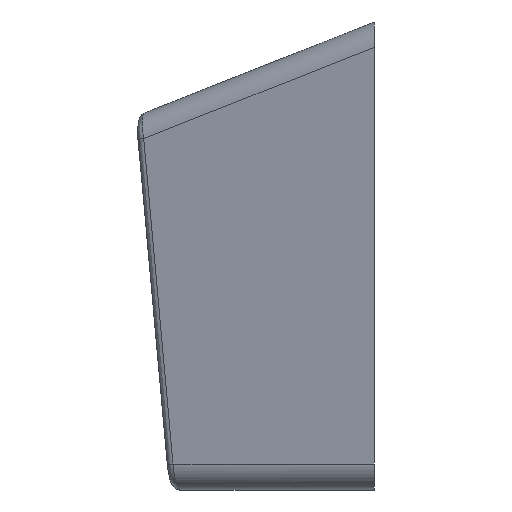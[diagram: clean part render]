
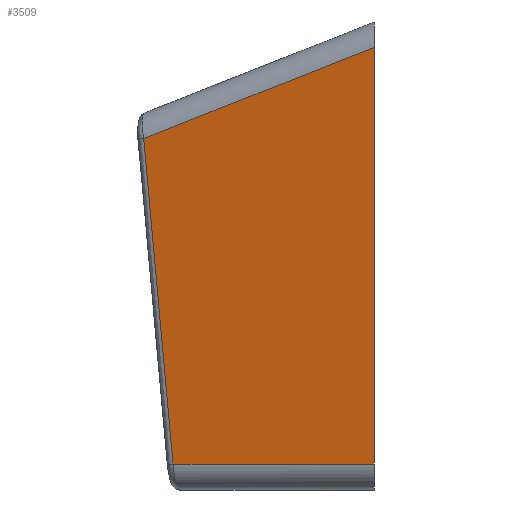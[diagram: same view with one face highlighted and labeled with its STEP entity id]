
A CAD part, left-side view. The second image highlights one B-rep face of the part: STEP entity #3509.
In plain terms, the highlighted planar face has unit normal (-0.965, 0.263, 0).
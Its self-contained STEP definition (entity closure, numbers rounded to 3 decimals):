
#1647 = PLANE('',#1648);
#1648 = AXIS2_PLACEMENT_3D('',#1649,#1650,#1651);
#1649 = CARTESIAN_POINT('',(0.,0.,0.));
#1650 = DIRECTION('',(0.,1.,0.));
#1651 = DIRECTION('',(0.,-0.,1.));
#1826 = VERTEX_POINT('',#1827);
#1827 = CARTESIAN_POINT('',(-13.991,7.745,
    -8.));
#1869 = CYLINDRICAL_SURFACE('',#1870,1.);
#1870 = AXIS2_PLACEMENT_3D('',#1871,#1872,#1873);
#1871 = CARTESIAN_POINT('',(-15.135,-0.263,-8.));
#1872 = DIRECTION('',(0.263,0.965,0.)
  );
#1873 = DIRECTION('',(-0.682,0.186,-0.707));
#2075 = B_SPLINE_SURFACE_WITH_KNOTS('',3,3,(
    (#2076,#2077,#2078,#2079)
    ,(#2080,#2081,#2082,#2083)
    ,(#2084,#2085,#2086,#2087)
    ,(#2088,#2089,#2090,#2091)
    ,(#2092,#2093,#2094,#2095
  )),.UNSPECIFIED.,.F.,.F.,.F.,(4,1,4),(4,4),(0.,0.5,1.),(0.105
    ,1.362),.UNSPECIFIED.);
#2076 = CARTESIAN_POINT('',(-13.323,9.082,
    4.487));
#2077 = CARTESIAN_POINT('',(-13.424,8.706,
    0.316));
#2078 = CARTESIAN_POINT('',(-13.525,8.33,
    -3.856));
#2079 = CARTESIAN_POINT('',(-13.626,7.955,
    -8.028));
#2080 = CARTESIAN_POINT('',(-13.398,9.1,
    4.488));
#2081 = CARTESIAN_POINT('',(-13.5,8.725,
    0.316));
#2082 = CARTESIAN_POINT('',(-13.601,8.35,
    -3.856));
#2083 = CARTESIAN_POINT('',(-13.702,7.974,
    -8.028));
#2084 = CARTESIAN_POINT('',(-13.563,9.077,4.494
    ));
#2085 = CARTESIAN_POINT('',(-13.665,8.702,
    0.322));
#2086 = CARTESIAN_POINT('',(-13.767,8.327,
    -3.85));
#2087 = CARTESIAN_POINT('',(-13.868,7.952,
    -8.022));
#2088 = CARTESIAN_POINT('',(-13.664,8.945,
    4.508));
#2089 = CARTESIAN_POINT('',(-13.767,8.57,
    0.336));
#2090 = CARTESIAN_POINT('',(-13.869,8.195,
    -3.835));
#2091 = CARTESIAN_POINT('',(-13.971,7.819,
    -8.007));
#2092 = CARTESIAN_POINT('',(-13.685,8.871,
    4.515));
#2093 = CARTESIAN_POINT('',(-13.787,8.495,
    0.344));
#2094 = CARTESIAN_POINT('',(-13.889,8.12,
    -3.828));
#2095 = CARTESIAN_POINT('',(-13.991,7.745,
    -8.));
#2108 = VERTEX_POINT('',#2109);
#2109 = CARTESIAN_POINT('',(-16.1,0.,-8.));
#2153 = EDGE_CURVE('',#2108,#1826,#2154,.T.);
#2154 = SURFACE_CURVE('',#2155,(#2159,#2166),.PCURVE_S1.);
#2155 = LINE('',#2156,#2157);
#2156 = CARTESIAN_POINT('',(-16.1,0.,-8.));
#2157 = VECTOR('',#2158,1.);
#2158 = DIRECTION('',(0.263,0.965,0.)
  );
#2159 = PCURVE('',#1869,#2160);
#2160 = DEFINITIONAL_REPRESENTATION('',(#2161),#2165);
#2161 = LINE('',#2162,#2163);
#2162 = CARTESIAN_POINT('',(7.069,0.));
#2163 = VECTOR('',#2164,1.);
#2164 = DIRECTION('',(0.,1.));
#2165 = ( GEOMETRIC_REPRESENTATION_CONTEXT(2) 
PARAMETRIC_REPRESENTATION_CONTEXT() REPRESENTATION_CONTEXT('2D SPACE',''
  ) );
#2166 = PCURVE('',#2167,#2172);
#2167 = PLANE('',#2168);
#2168 = AXIS2_PLACEMENT_3D('',#2169,#2170,#2171);
#2169 = CARTESIAN_POINT('',(-16.1,0.,9.));
#2170 = DIRECTION('',(0.965,-0.263,0.));
#2171 = DIRECTION('',(0.,0.,-1.));
#2172 = DEFINITIONAL_REPRESENTATION('',(#2173),#2177);
#2173 = LINE('',#2174,#2175);
#2174 = CARTESIAN_POINT('',(17.,0.));
#2175 = VECTOR('',#2176,1.);
#2176 = DIRECTION('',(0.,1.));
#2177 = ( GEOMETRIC_REPRESENTATION_CONTEXT(2) 
PARAMETRIC_REPRESENTATION_CONTEXT() REPRESENTATION_CONTEXT('2D SPACE',''
  ) );
#3075 = VERTEX_POINT('',#3076);
#3076 = CARTESIAN_POINT('',(-13.685,8.871,
    4.515));
#3095 = CYLINDRICAL_SURFACE('',#3096,1.);
#3096 = AXIS2_PLACEMENT_3D('',#3097,#3098,#3099);
#3097 = CARTESIAN_POINT('',(-14.251,2.986,
    6.742));
#3098 = DIRECTION('',(0.245,0.901,-0.357));
#3099 = DIRECTION('',(-0.651,0.426,0.628));
#3174 = VERTEX_POINT('',#3175);
#3175 = CARTESIAN_POINT('',(-16.1,0.,8.028));
#3248 = EDGE_CURVE('',#3075,#3174,#3249,.T.);
#3249 = SURFACE_CURVE('',#3250,(#3254,#3261),.PCURVE_S1.);
#3250 = LINE('',#3251,#3252);
#3251 = CARTESIAN_POINT('',(-15.215,3.249,
    6.742));
#3252 = VECTOR('',#3253,1.);
#3253 = DIRECTION('',(-0.245,-0.901,0.357));
#3254 = PCURVE('',#3095,#3255);
#3255 = DEFINITIONAL_REPRESENTATION('',(#3256),#3260);
#3256 = LINE('',#3257,#3258);
#3257 = CARTESIAN_POINT('',(5.546,0.));
#3258 = VECTOR('',#3259,1.);
#3259 = DIRECTION('',(0.,-1.));
#3260 = ( GEOMETRIC_REPRESENTATION_CONTEXT(2) 
PARAMETRIC_REPRESENTATION_CONTEXT() REPRESENTATION_CONTEXT('2D SPACE',''
  ) );
#3261 = PCURVE('',#2167,#3262);
#3262 = DEFINITIONAL_REPRESENTATION('',(#3263),#3267);
#3263 = LINE('',#3264,#3265);
#3264 = CARTESIAN_POINT('',(2.258,3.367));
#3265 = VECTOR('',#3266,1.);
#3266 = DIRECTION('',(-0.357,-0.934));
#3267 = ( GEOMETRIC_REPRESENTATION_CONTEXT(2) 
PARAMETRIC_REPRESENTATION_CONTEXT() REPRESENTATION_CONTEXT('2D SPACE',''
  ) );
#3274 = EDGE_CURVE('',#1826,#3075,#3275,.T.);
#3275 = SURFACE_CURVE('',#3276,(#3281,#3288),.PCURVE_S1.);
#3276 = B_SPLINE_CURVE_WITH_KNOTS('',3,(#3277,#3278,#3279,#3280),
  .UNSPECIFIED.,.F.,.F.,(4,4),(-1.362,-0.105),
  .PIECEWISE_BEZIER_KNOTS.);
#3277 = CARTESIAN_POINT('',(-13.991,7.745,
    -8.));
#3278 = CARTESIAN_POINT('',(-13.889,8.12,
    -3.828));
#3279 = CARTESIAN_POINT('',(-13.787,8.495,
    0.344));
#3280 = CARTESIAN_POINT('',(-13.685,8.871,
    4.515));
#3281 = PCURVE('',#2075,#3282);
#3282 = DEFINITIONAL_REPRESENTATION('',(#3283),#3287);
#3283 = LINE('',#3284,#3285);
#3284 = CARTESIAN_POINT('',(1.,0.));
#3285 = VECTOR('',#3286,1.);
#3286 = DIRECTION('',(0.,-1.));
#3287 = ( GEOMETRIC_REPRESENTATION_CONTEXT(2) 
PARAMETRIC_REPRESENTATION_CONTEXT() REPRESENTATION_CONTEXT('2D SPACE',''
  ) );
#3288 = PCURVE('',#2167,#3289);
#3289 = DEFINITIONAL_REPRESENTATION('',(#3290),#3295);
#3290 = B_SPLINE_CURVE_WITH_KNOTS('',3,(#3291,#3292,#3293,#3294),
  .UNSPECIFIED.,.F.,.F.,(4,4),(-1.362,-0.105),
  .PIECEWISE_BEZIER_KNOTS.);
#3291 = CARTESIAN_POINT('',(17.,8.026));
#3292 = CARTESIAN_POINT('',(12.828,8.415));
#3293 = CARTESIAN_POINT('',(8.656,8.804));
#3294 = CARTESIAN_POINT('',(4.485,9.194));
#3295 = ( GEOMETRIC_REPRESENTATION_CONTEXT(2) 
PARAMETRIC_REPRESENTATION_CONTEXT() REPRESENTATION_CONTEXT('2D SPACE',''
  ) );
#3509 = ADVANCED_FACE('',(#3510),#2167,.F.);
#3510 = FACE_BOUND('',#3511,.T.);
#3511 = EDGE_LOOP('',(#3512,#3513,#3534,#3535));
#3512 = ORIENTED_EDGE('',*,*,#2153,.F.);
#3513 = ORIENTED_EDGE('',*,*,#3514,.F.);
#3514 = EDGE_CURVE('',#3174,#2108,#3515,.T.);
#3515 = SURFACE_CURVE('',#3516,(#3520,#3527),.PCURVE_S1.);
#3516 = LINE('',#3517,#3518);
#3517 = CARTESIAN_POINT('',(-16.1,0.,9.));
#3518 = VECTOR('',#3519,1.);
#3519 = DIRECTION('',(0.,0.,-1.));
#3520 = PCURVE('',#2167,#3521);
#3521 = DEFINITIONAL_REPRESENTATION('',(#3522),#3526);
#3522 = LINE('',#3523,#3524);
#3523 = CARTESIAN_POINT('',(0.,0.));
#3524 = VECTOR('',#3525,1.);
#3525 = DIRECTION('',(1.,0.));
#3526 = ( GEOMETRIC_REPRESENTATION_CONTEXT(2) 
PARAMETRIC_REPRESENTATION_CONTEXT() REPRESENTATION_CONTEXT('2D SPACE',''
  ) );
#3527 = PCURVE('',#1647,#3528);
#3528 = DEFINITIONAL_REPRESENTATION('',(#3529),#3533);
#3529 = LINE('',#3530,#3531);
#3530 = CARTESIAN_POINT('',(9.,-16.1));
#3531 = VECTOR('',#3532,1.);
#3532 = DIRECTION('',(-1.,0.));
#3533 = ( GEOMETRIC_REPRESENTATION_CONTEXT(2) 
PARAMETRIC_REPRESENTATION_CONTEXT() REPRESENTATION_CONTEXT('2D SPACE',''
  ) );
#3534 = ORIENTED_EDGE('',*,*,#3248,.F.);
#3535 = ORIENTED_EDGE('',*,*,#3274,.F.);
